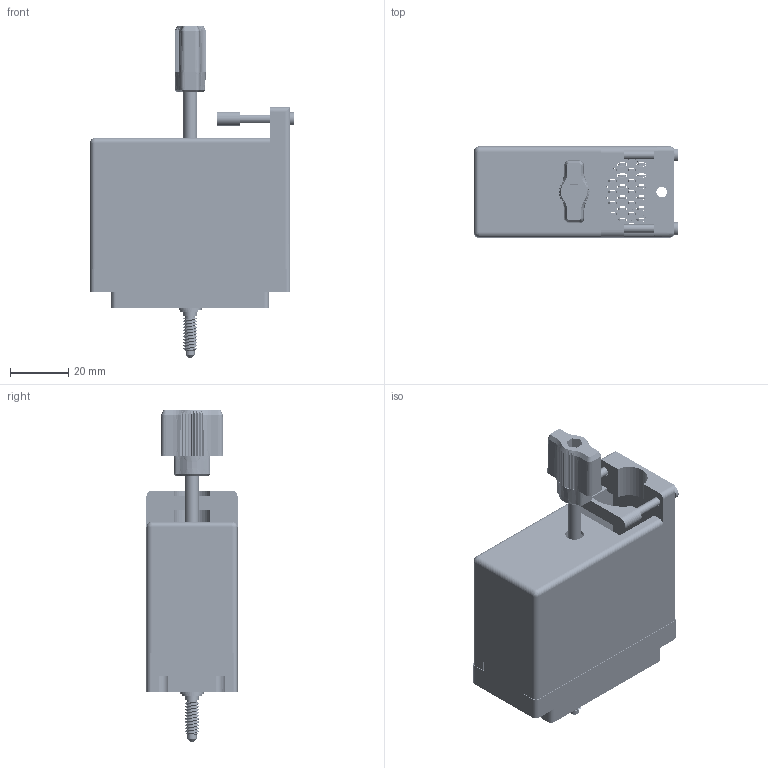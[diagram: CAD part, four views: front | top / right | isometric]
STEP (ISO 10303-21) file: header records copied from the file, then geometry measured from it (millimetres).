
FILE_DESCRIPTION (( 'STEP AP203' ), '1' );
FILE_NAME ('516-090-500-365.STEP', '2020-03-10T17:54:10', ( '' ), ( '' ), 'SwSTEP 2.0', 'SolidWorks 2016', '' );
FILE_SCHEMA (( 'CONFIG_CONTROL_DESIGN' ));
Length unit declared in the file: inch
Products named in the file (11): 516-253-095-100; Grub Screw; 516-254-091-109; 516-253-190-107; 516-251-095-100; 516-292-001_500 Contact; Actuating Screw Assy 090-120; 516-090-500-365; 516-230-001_Metal - 090 Top Entry; 516 Plug Insulator_090; 516-250-091-111
Assembly tree (100 placements, depth 3):
  516-090-500-365
    516 Plug Insulator_090
    516-292-001_500 Contact  x90
    516-230-001_Metal - 090 Top Entry
    Actuating Screw Assy 090-120
      516-251-095-100
      516-254-091-109
      516-253-095-100  x2
      516-253-190-107
      516-250-091-111
      Grub Screw
Bounding box: 70.31 x 31.34 x 114.34 mm (x, y, z)
Volume: 40283.5 mm3; surface area: 65269.4 mm2
Topology: 99 solids, 99 shells, 9052 faces, 26231 edges, 17394 vertices
Faces by surface type: plane 5398, cylinder 3033, bspline 557, cone 62, sphere 2
Entity records: 86653 total; most frequent: CARTESIAN_POINT 21028, ORIENTED_EDGE 13274, DIRECTION 12741, EDGE_CURVE 6637, VECTOR 4785, LINE 4785, VERTEX_POINT 4392, AXIS2_PLACEMENT_3D 3978
